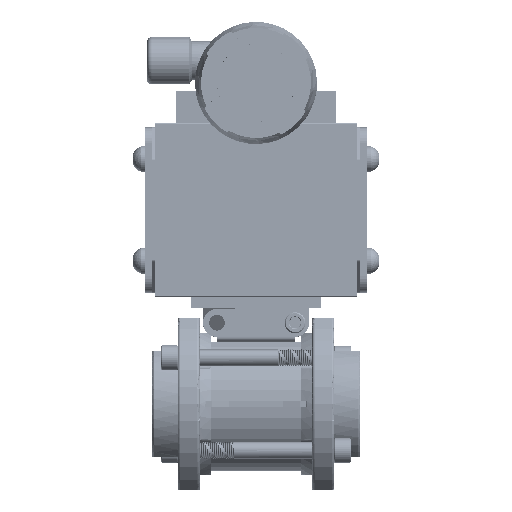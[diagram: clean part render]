
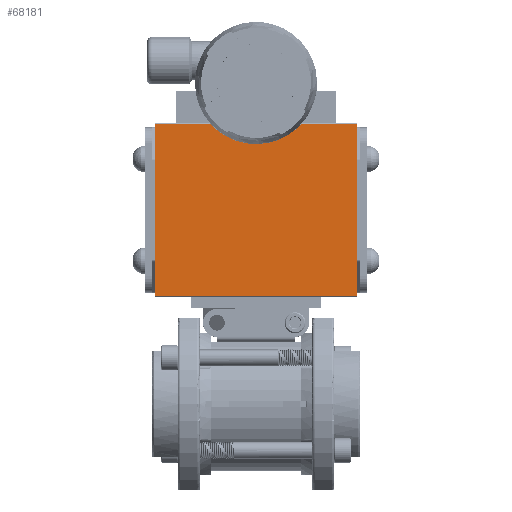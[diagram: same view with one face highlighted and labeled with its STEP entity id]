
A CAD part, top view. The second image highlights one B-rep face of the part: STEP entity #68181.
In plain terms, the highlighted planar face has unit normal (0, 0, 1).
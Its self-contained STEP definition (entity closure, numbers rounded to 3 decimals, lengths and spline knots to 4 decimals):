
#1228 = VECTOR ( 'NONE', #145577, 39.3701 ) ;
#8135 = CARTESIAN_POINT ( 'NONE',  ( -2.273, 2.423, 1.55 ) ) ;
#17815 = LINE ( 'NONE', #202897, #174843 ) ;
#18519 = DIRECTION ( 'NONE',  ( 1., 0., 0. ) ) ;
#23813 = CARTESIAN_POINT ( 'NONE',  ( -2.253, 6.283, 1.55 ) ) ;
#34049 = CARTESIAN_POINT ( 'NONE',  ( 2.253, 6.283, 1.55 ) ) ;
#34851 = LINE ( 'NONE', #8135, #39746 ) ;
#36009 = FACE_OUTER_BOUND ( 'NONE', #129627, .T. ) ;
#39746 = VECTOR ( 'NONE', #18519, 39.3701 ) ;
#39750 = ORIENTED_EDGE ( 'NONE', *, *, #44275, .T. ) ;
#41636 = EDGE_CURVE ( 'NONE', #88184, #158418, #163136, .T. ) ;
#44275 = EDGE_CURVE ( 'NONE', #121158, #88184, #177553, .T. ) ;
#68181 = ADVANCED_FACE ( 'NONE', ( #36009 ), #72635, .F. ) ;
#71010 = ORIENTED_EDGE ( 'NONE', *, *, #120406, .T. ) ;
#72213 = CARTESIAN_POINT ( 'NONE',  ( -2.273, 6.303, 1.55 ) ) ;
#72635 = PLANE ( 'NONE',  #148305 ) ;
#72972 = EDGE_CURVE ( 'NONE', #126365, #121158, #34851, .T. ) ;
#74863 = DIRECTION ( 'NONE',  ( 0., 0., -1. ) ) ;
#80707 = DIRECTION ( 'NONE',  ( 0., -1., 0. ) ) ;
#88184 = VERTEX_POINT ( 'NONE', #34049 ) ;
#89345 = VECTOR ( 'NONE', #115428, 39.3701 ) ;
#112090 = CARTESIAN_POINT ( 'NONE',  ( 2.253, 2.423, 1.55 ) ) ;
#115428 = DIRECTION ( 'NONE',  ( 0., 1., 0. ) ) ;
#120406 = EDGE_CURVE ( 'NONE', #158418, #126365, #17815, .T. ) ;
#120773 = CARTESIAN_POINT ( 'NONE',  ( 2.253, 6.303, 1.55 ) ) ;
#121158 = VERTEX_POINT ( 'NONE', #112090 ) ;
#124719 = DIRECTION ( 'NONE',  ( 0., -1., 0. ) ) ;
#126365 = VERTEX_POINT ( 'NONE', #193549 ) ;
#129627 = EDGE_LOOP ( 'NONE', ( #39750, #168985, #71010, #143284 ) ) ;
#143284 = ORIENTED_EDGE ( 'NONE', *, *, #72972, .T. ) ;
#145577 = DIRECTION ( 'NONE',  ( -1., 0., 0. ) ) ;
#148305 = AXIS2_PLACEMENT_3D ( 'NONE', #72213, #74863, #80707 ) ;
#153434 = CARTESIAN_POINT ( 'NONE',  ( -2.273, 6.283, 1.55 ) ) ;
#158418 = VERTEX_POINT ( 'NONE', #23813 ) ;
#163136 = LINE ( 'NONE', #153434, #1228 ) ;
#168985 = ORIENTED_EDGE ( 'NONE', *, *, #41636, .T. ) ;
#174843 = VECTOR ( 'NONE', #124719, 39.3701 ) ;
#177553 = LINE ( 'NONE', #120773, #89345 ) ;
#193549 = CARTESIAN_POINT ( 'NONE',  ( -2.253, 2.423, 1.55 ) ) ;
#202897 = CARTESIAN_POINT ( 'NONE',  ( -2.253, 2.403, 1.55 ) ) ;
